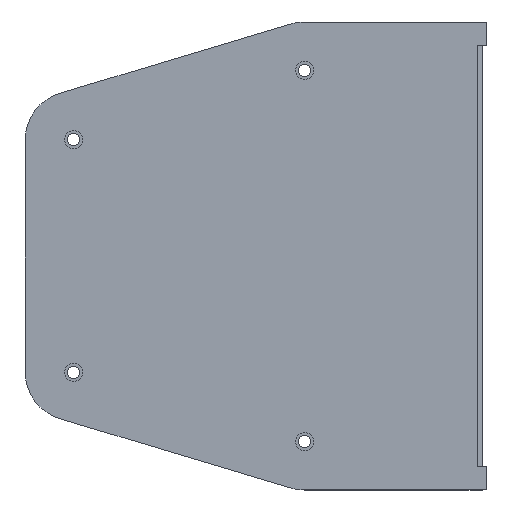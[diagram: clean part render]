
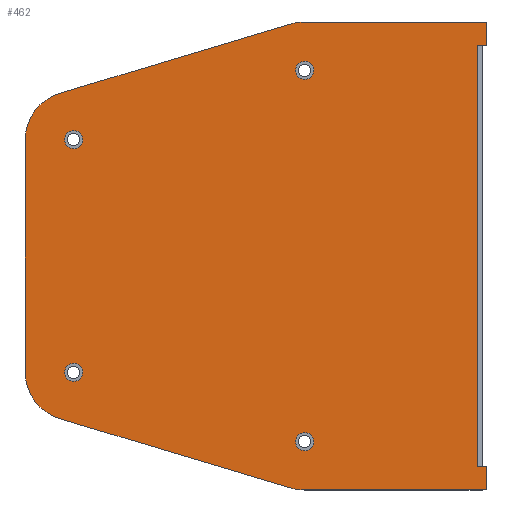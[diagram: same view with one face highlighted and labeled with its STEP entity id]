
A CAD part, top view. The second image highlights one B-rep face of the part: STEP entity #462.
In plain terms, the highlighted planar face has unit normal (0, 0, 1).
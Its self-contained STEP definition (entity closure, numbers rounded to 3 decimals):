
#27=FACE_BOUND('',#93,.T.);
#28=FACE_BOUND('',#94,.T.);
#29=FACE_BOUND('',#95,.T.);
#30=FACE_BOUND('',#96,.T.);
#39=CIRCLE('',#505,16.55);
#40=CIRCLE('',#506,16.55);
#41=CIRCLE('',#507,16.55);
#42=CIRCLE('',#508,16.55);
#43=CIRCLE('',#509,3.1);
#44=CIRCLE('',#510,3.1);
#45=CIRCLE('',#511,3.1);
#46=CIRCLE('',#512,3.1);
#64=FACE_OUTER_BOUND('',#92,.T.);
#92=EDGE_LOOP('',(#321,#322,#323,#324,#325,#326,#327,#328,#329,#330,#331,
#332,#333,#334));
#93=EDGE_LOOP('',(#335));
#94=EDGE_LOOP('',(#336));
#95=EDGE_LOOP('',(#337));
#96=EDGE_LOOP('',(#338));
#132=LINE('',#707,#172);
#135=LINE('',#713,#175);
#136=LINE('',#715,#176);
#137=LINE('',#717,#177);
#138=LINE('',#719,#178);
#139=LINE('',#723,#179);
#140=LINE('',#727,#180);
#141=LINE('',#731,#181);
#142=LINE('',#735,#182);
#143=LINE('',#736,#183);
#172=VECTOR('',#560,10.);
#175=VECTOR('',#565,10.);
#176=VECTOR('',#566,10.);
#177=VECTOR('',#567,10.);
#178=VECTOR('',#568,1000.);
#179=VECTOR('',#571,1000.);
#180=VECTOR('',#574,1000.);
#181=VECTOR('',#577,1000.);
#182=VECTOR('',#580,10.);
#183=VECTOR('',#581,10.);
#212=VERTEX_POINT('',#704);
#213=VERTEX_POINT('',#706);
#215=VERTEX_POINT('',#712);
#216=VERTEX_POINT('',#714);
#217=VERTEX_POINT('',#716);
#218=VERTEX_POINT('',#718);
#219=VERTEX_POINT('',#720);
#220=VERTEX_POINT('',#722);
#221=VERTEX_POINT('',#724);
#222=VERTEX_POINT('',#726);
#223=VERTEX_POINT('',#728);
#224=VERTEX_POINT('',#730);
#225=VERTEX_POINT('',#732);
#226=VERTEX_POINT('',#734);
#227=VERTEX_POINT('',#737);
#228=VERTEX_POINT('',#739);
#229=VERTEX_POINT('',#741);
#230=VERTEX_POINT('',#743);
#254=EDGE_CURVE('',#212,#213,#132,.T.);
#257=EDGE_CURVE('',#213,#215,#135,.T.);
#258=EDGE_CURVE('',#212,#216,#136,.T.);
#259=EDGE_CURVE('',#217,#216,#137,.T.);
#260=EDGE_CURVE('',#217,#218,#138,.T.);
#261=EDGE_CURVE('',#218,#219,#39,.T.);
#262=EDGE_CURVE('',#219,#220,#139,.T.);
#263=EDGE_CURVE('',#220,#221,#40,.T.);
#264=EDGE_CURVE('',#221,#222,#140,.T.);
#265=EDGE_CURVE('',#222,#223,#41,.T.);
#266=EDGE_CURVE('',#223,#224,#141,.T.);
#267=EDGE_CURVE('',#224,#225,#42,.T.);
#268=EDGE_CURVE('',#225,#226,#142,.T.);
#269=EDGE_CURVE('',#215,#226,#143,.T.);
#270=EDGE_CURVE('',#227,#227,#43,.T.);
#271=EDGE_CURVE('',#228,#228,#44,.T.);
#272=EDGE_CURVE('',#229,#229,#45,.T.);
#273=EDGE_CURVE('',#230,#230,#46,.T.);
#321=ORIENTED_EDGE('',*,*,#257,.F.);
#322=ORIENTED_EDGE('',*,*,#254,.F.);
#323=ORIENTED_EDGE('',*,*,#258,.T.);
#324=ORIENTED_EDGE('',*,*,#259,.F.);
#325=ORIENTED_EDGE('',*,*,#260,.T.);
#326=ORIENTED_EDGE('',*,*,#261,.T.);
#327=ORIENTED_EDGE('',*,*,#262,.T.);
#328=ORIENTED_EDGE('',*,*,#263,.T.);
#329=ORIENTED_EDGE('',*,*,#264,.T.);
#330=ORIENTED_EDGE('',*,*,#265,.T.);
#331=ORIENTED_EDGE('',*,*,#266,.T.);
#332=ORIENTED_EDGE('',*,*,#267,.T.);
#333=ORIENTED_EDGE('',*,*,#268,.T.);
#334=ORIENTED_EDGE('',*,*,#269,.F.);
#335=ORIENTED_EDGE('',*,*,#270,.T.);
#336=ORIENTED_EDGE('',*,*,#271,.T.);
#337=ORIENTED_EDGE('',*,*,#272,.T.);
#338=ORIENTED_EDGE('',*,*,#273,.T.);
#446=PLANE('',#504);
#462=ADVANCED_FACE('',(#64,#27,#28,#29,#30),#446,.T.);
#504=AXIS2_PLACEMENT_3D('',#711,#563,#564);
#505=AXIS2_PLACEMENT_3D('',#721,#569,#570);
#506=AXIS2_PLACEMENT_3D('',#725,#572,#573);
#507=AXIS2_PLACEMENT_3D('',#729,#575,#576);
#508=AXIS2_PLACEMENT_3D('',#733,#578,#579);
#509=AXIS2_PLACEMENT_3D('',#738,#582,#583);
#510=AXIS2_PLACEMENT_3D('',#740,#584,#585);
#511=AXIS2_PLACEMENT_3D('',#742,#586,#587);
#512=AXIS2_PLACEMENT_3D('',#744,#588,#589);
#560=DIRECTION('',(0.,-1.,0.));
#563=DIRECTION('center_axis',(0.,0.,1.));
#564=DIRECTION('ref_axis',(0.,-1.,0.));
#565=DIRECTION('',(1.,0.,0.));
#566=DIRECTION('',(1.,0.,0.));
#567=DIRECTION('',(0.,-1.,0.));
#568=DIRECTION('',(-1.,0.,0.));
#569=DIRECTION('center_axis',(0.,0.,1.));
#570=DIRECTION('ref_axis',(0.,-1.,0.));
#571=DIRECTION('',(-0.958,-0.287,0.));
#572=DIRECTION('center_axis',(0.,0.,1.));
#573=DIRECTION('ref_axis',(0.,-1.,0.));
#574=DIRECTION('',(0.,-1.,0.));
#575=DIRECTION('center_axis',(0.,0.,1.));
#576=DIRECTION('ref_axis',(0.,-1.,0.));
#577=DIRECTION('',(0.958,-0.287,0.));
#578=DIRECTION('center_axis',(0.,0.,1.));
#579=DIRECTION('ref_axis',(0.,-1.,0.));
#580=DIRECTION('',(1.,0.,0.));
#581=DIRECTION('',(0.,-1.,0.));
#582=DIRECTION('center_axis',(0.,0.,-1.));
#583=DIRECTION('ref_axis',(-1.,0.,0.));
#584=DIRECTION('center_axis',(0.,0.,-1.));
#585=DIRECTION('ref_axis',(-1.,0.,0.));
#586=DIRECTION('center_axis',(0.,0.,-1.));
#587=DIRECTION('ref_axis',(-1.,0.,0.));
#588=DIRECTION('center_axis',(0.,0.,-1.));
#589=DIRECTION('ref_axis',(-1.,0.,0.));
#704=CARTESIAN_POINT('',(-1.6,137.1,32.55));
#706=CARTESIAN_POINT('',(-1.6,-7.,32.55));
#707=CARTESIAN_POINT('',(-1.6,65.05,32.55));
#711=CARTESIAN_POINT('Origin',(0.,65.05,32.55));
#712=CARTESIAN_POINT('',(1.6,-7.,32.55));
#713=CARTESIAN_POINT('',(0.,-7.,32.55));
#714=CARTESIAN_POINT('',(1.6,137.1,32.55));
#715=CARTESIAN_POINT('',(0.,137.1,32.55));
#716=CARTESIAN_POINT('',(1.6,145.1,32.55));
#717=CARTESIAN_POINT('',(1.6,145.1,32.55));
#718=CARTESIAN_POINT('',(-60.704,145.1,32.55));
#719=CARTESIAN_POINT('',(0.,145.1,32.55));
#720=CARTESIAN_POINT('',(-65.46,144.402,32.55));
#721=CARTESIAN_POINT('Origin',(-60.704,128.55,32.55));
#722=CARTESIAN_POINT('',(-144.456,120.703,32.55));
#723=CARTESIAN_POINT('',(-27.245,155.866,32.55));
#724=CARTESIAN_POINT('',(-156.25,104.851,32.55));
#725=CARTESIAN_POINT('Origin',(-139.7,104.851,32.55));
#726=CARTESIAN_POINT('',(-156.25,25.249,32.55));
#727=CARTESIAN_POINT('',(-156.25,65.05,32.55));
#728=CARTESIAN_POINT('',(-144.456,9.397,32.55));
#729=CARTESIAN_POINT('Origin',(-139.7,25.249,32.55));
#730=CARTESIAN_POINT('',(-65.46,-14.302,32.55));
#731=CARTESIAN_POINT('',(-27.245,-25.766,32.55));
#732=CARTESIAN_POINT('',(-60.704,-15.,32.55));
#733=CARTESIAN_POINT('Origin',(-60.704,1.55,32.55));
#734=CARTESIAN_POINT('',(1.6,-15.,32.55));
#735=CARTESIAN_POINT('',(0.,-15.,32.55));
#736=CARTESIAN_POINT('',(1.6,-15.,32.55));
#737=CARTESIAN_POINT('',(-136.6,25.249,32.55));
#738=CARTESIAN_POINT('Origin',(-139.7,25.249,32.55));
#739=CARTESIAN_POINT('',(-136.6,104.851,32.55));
#740=CARTESIAN_POINT('Origin',(-139.7,104.851,32.55));
#741=CARTESIAN_POINT('',(-57.604,1.55,32.55));
#742=CARTESIAN_POINT('Origin',(-60.704,1.55,32.55));
#743=CARTESIAN_POINT('',(-57.604,128.55,32.55));
#744=CARTESIAN_POINT('Origin',(-60.704,128.55,32.55));
